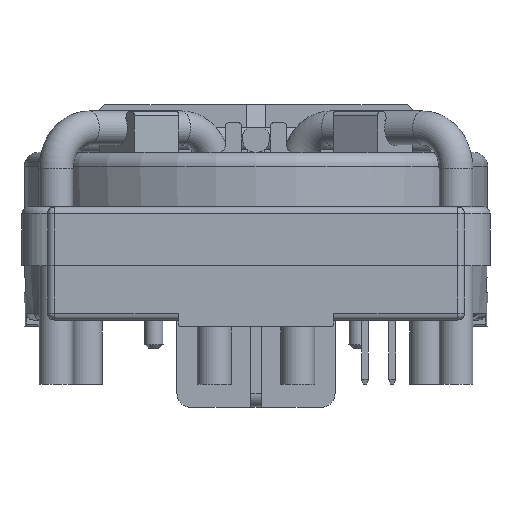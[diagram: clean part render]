
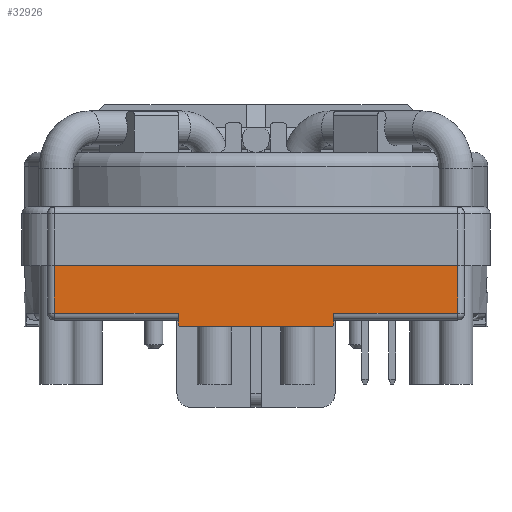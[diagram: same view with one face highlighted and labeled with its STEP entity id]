
A CAD part, front view. The second image highlights one B-rep face of the part: STEP entity #32926.
In plain terms, the highlighted planar face has unit normal (0, -1, 0).
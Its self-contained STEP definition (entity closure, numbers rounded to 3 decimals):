
#1248=LINE('',#61790,#4237);
#1251=LINE('',#61804,#4240);
#1304=LINE('',#62157,#4293);
#1305=LINE('',#62162,#4294);
#1306=LINE('',#62163,#4295);
#1307=LINE('',#62165,#4296);
#1308=LINE('',#62167,#4297);
#1309=LINE('',#62168,#4298);
#4237=VECTOR('',#52991,1000.);
#4240=VECTOR('',#53002,1000.);
#4293=VECTOR('',#53165,1000.);
#4294=VECTOR('',#53168,1000.);
#4295=VECTOR('',#53169,1000.);
#4296=VECTOR('',#53170,1000.);
#4297=VECTOR('',#53171,1000.);
#4298=VECTOR('',#53172,1000.);
#7146=PLANE('',#47414);
#11236=ORIENTED_EDGE('',*,*,#18799,.F.);
#11237=ORIENTED_EDGE('',*,*,#18800,.T.);
#11238=ORIENTED_EDGE('',*,*,#18801,.T.);
#11239=ORIENTED_EDGE('',*,*,#18671,.T.);
#11240=ORIENTED_EDGE('',*,*,#18802,.T.);
#11241=ORIENTED_EDGE('',*,*,#18803,.F.);
#11242=ORIENTED_EDGE('',*,*,#18804,.T.);
#11243=ORIENTED_EDGE('',*,*,#18677,.T.);
#11244=ORIENTED_EDGE('',*,*,#18805,.F.);
#11245=ORIENTED_EDGE('',*,*,#18806,.T.);
#18671=EDGE_CURVE('',#22822,#22823,#1248,.T.);
#18677=EDGE_CURVE('',#22829,#22828,#1251,.T.);
#18799=EDGE_CURVE('',#22944,#22945,#1304,.T.);
#18800=EDGE_CURVE('',#22944,#22946,#25532,.T.);
#18801=EDGE_CURVE('',#22946,#22822,#1305,.T.);
#18802=EDGE_CURVE('',#22823,#22947,#1306,.T.);
#18803=EDGE_CURVE('',#22948,#22947,#1307,.T.);
#18804=EDGE_CURVE('',#22948,#22829,#1308,.T.);
#18805=EDGE_CURVE('',#22949,#22828,#1309,.T.);
#18806=EDGE_CURVE('',#22949,#22945,#25533,.T.);
#22822=VERTEX_POINT('',#61791);
#22823=VERTEX_POINT('',#61792);
#22828=VERTEX_POINT('',#61803);
#22829=VERTEX_POINT('',#61805);
#22944=VERTEX_POINT('',#62158);
#22945=VERTEX_POINT('',#62159);
#22946=VERTEX_POINT('',#62161);
#22947=VERTEX_POINT('',#62164);
#22948=VERTEX_POINT('',#62166);
#22949=VERTEX_POINT('',#62169);
#25532=CIRCLE('',#47415,0.2);
#25533=CIRCLE('',#47416,0.2);
#27390=EDGE_LOOP('',(#11236,#11237,#11238,#11239,#11240,#11241,#11242,#11243,
#11244,#11245));
#30279=FACE_BOUND('',#27390,.T.);
#32926=ADVANCED_FACE('',(#30279),#7146,.T.);
#47414=AXIS2_PLACEMENT_3D('',#62156,#53163,#53164);
#47415=AXIS2_PLACEMENT_3D('',#62160,#53166,#53167);
#47416=AXIS2_PLACEMENT_3D('',#62170,#53173,#53174);
#52991=DIRECTION('',(-1.,0.,0.));
#53002=DIRECTION('',(-1.,0.,0.));
#53163=DIRECTION('',(0.,-1.,0.));
#53164=DIRECTION('',(-1.,0.,0.));
#53165=DIRECTION('',(1.,0.,0.));
#53166=DIRECTION('',(0.,-1.,0.));
#53167=DIRECTION('',(1.,0.,0.));
#53168=DIRECTION('',(0.,0.,-1.));
#53169=DIRECTION('',(0.,0.,-1.));
#53170=DIRECTION('',(-1.,0.,0.));
#53171=DIRECTION('',(0.,0.,1.));
#53172=DIRECTION('',(0.,0.,-1.));
#53173=DIRECTION('',(0.,-1.,0.));
#53174=DIRECTION('',(1.,0.,0.));
#61790=CARTESIAN_POINT('',(-14.8,-32.,11.8));
#61791=CARTESIAN_POINT('',(-5.7,-32.,11.8));
#61792=CARTESIAN_POINT('',(-14.8,-32.,11.8));
#61803=CARTESIAN_POINT('',(5.7,-32.,11.8));
#61804=CARTESIAN_POINT('',(-14.8,-32.,11.8));
#61805=CARTESIAN_POINT('',(14.8,-32.,11.8));
#62156=CARTESIAN_POINT('',(-14.1,-32.,11.3));
#62157=CARTESIAN_POINT('',(-5.7,-32.,12.8));
#62158=CARTESIAN_POINT('',(-5.5,-32.,12.8));
#62159=CARTESIAN_POINT('',(5.5,-32.,12.8));
#62160=CARTESIAN_POINT('',(-5.5,-32.,12.6));
#62161=CARTESIAN_POINT('',(-5.7,-32.,12.6));
#62162=CARTESIAN_POINT('',(-5.7,-32.,12.8));
#62163=CARTESIAN_POINT('',(-14.8,-32.,11.3));
#62164=CARTESIAN_POINT('',(-14.8,-32.,8.3));
#62165=CARTESIAN_POINT('',(14.8,-32.,8.3));
#62166=CARTESIAN_POINT('',(14.8,-32.,8.3));
#62167=CARTESIAN_POINT('',(14.8,-32.,11.3));
#62168=CARTESIAN_POINT('',(5.7,-32.,12.8));
#62169=CARTESIAN_POINT('',(5.7,-32.,12.6));
#62170=CARTESIAN_POINT('',(5.5,-32.,12.6));
